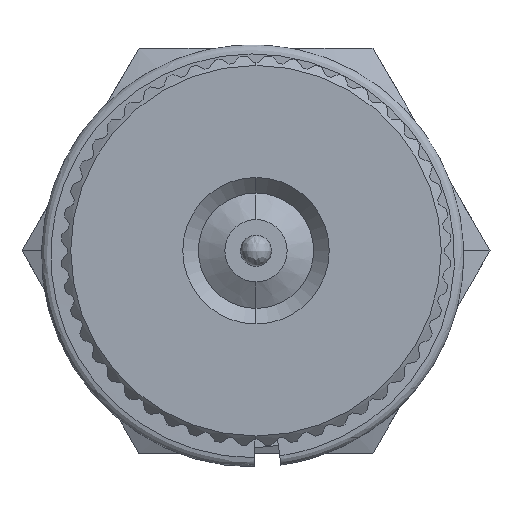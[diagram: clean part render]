
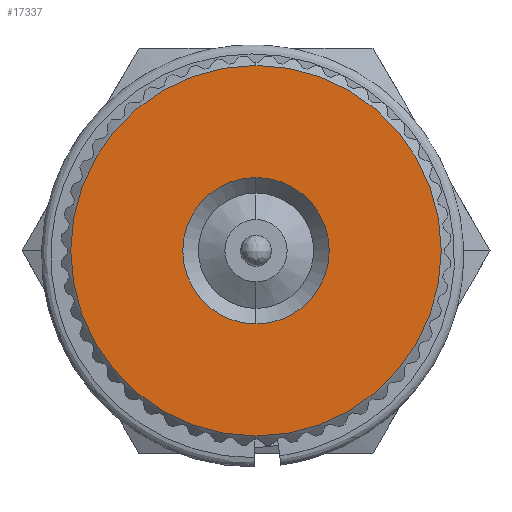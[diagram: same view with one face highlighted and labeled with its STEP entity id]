
A CAD part, left-side view. The second image highlights one B-rep face of the part: STEP entity #17337.
In plain terms, the highlighted planar face has unit normal (-1, 0, 0).
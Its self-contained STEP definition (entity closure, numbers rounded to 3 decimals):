
#6 = VERTEX_POINT ( 'NONE', #7974 ) ;
#199 = FACE_OUTER_BOUND ( 'NONE', #4830, .T. ) ;
#398 = CARTESIAN_POINT ( 'NONE',  ( 0., 0., 0. ) ) ;
#485 = DIRECTION ( 'NONE',  ( 0., 0., -1. ) ) ;
#1290 = ORIENTED_EDGE ( 'NONE', *, *, #6244, .F. ) ;
#1472 = AXIS2_PLACEMENT_3D ( 'NONE', #14475, #12174, #6366 ) ;
#1592 = CARTESIAN_POINT ( 'NONE',  ( 0., 0., 0. ) ) ;
#2310 = EDGE_CURVE ( 'NONE', #6, #11760, #15941, .T. ) ;
#2414 = CIRCLE ( 'NONE', #12336, 5.943 ) ;
#2911 = CARTESIAN_POINT ( 'NONE',  ( 0., 0., -5.943 ) ) ;
#3252 = DIRECTION ( 'NONE',  ( 1., 0., 0. ) ) ;
#3918 = VERTEX_POINT ( 'NONE', #6919 ) ;
#4347 = AXIS2_PLACEMENT_3D ( 'NONE', #12981, #7347, #7404 ) ;
#4830 = EDGE_LOOP ( 'NONE', ( #6688, #1290 ) ) ;
#5148 = CARTESIAN_POINT ( 'NONE',  ( 0., 0., 2.35 ) ) ;
#5687 = EDGE_CURVE ( 'NONE', #9655, #3918, #14524, .T. ) ;
#5770 = FACE_BOUND ( 'NONE', #8587, .T. ) ;
#6244 = EDGE_CURVE ( 'NONE', #3918, #9655, #2414, .T. ) ;
#6366 = DIRECTION ( 'NONE',  ( 0., 0., -1. ) ) ;
#6688 = ORIENTED_EDGE ( 'NONE', *, *, #5687, .F. ) ;
#6769 = ORIENTED_EDGE ( 'NONE', *, *, #2310, .T. ) ;
#6919 = CARTESIAN_POINT ( 'NONE',  ( 0., 0., 5.943 ) ) ;
#7347 = DIRECTION ( 'NONE',  ( 1., 0., 0. ) ) ;
#7404 = DIRECTION ( 'NONE',  ( 0., 0., -1. ) ) ;
#7974 = CARTESIAN_POINT ( 'NONE',  ( 0., 0., -2.35 ) ) ;
#8262 = DIRECTION ( 'NONE',  ( 0., 0., -1. ) ) ;
#8587 = EDGE_LOOP ( 'NONE', ( #12356, #6769 ) ) ;
#9586 = DIRECTION ( 'NONE',  ( 1., 0., 0. ) ) ;
#9655 = VERTEX_POINT ( 'NONE', #2911 ) ;
#11721 = AXIS2_PLACEMENT_3D ( 'NONE', #14678, #13445, #485 ) ;
#11760 = VERTEX_POINT ( 'NONE', #5148 ) ;
#12174 = DIRECTION ( 'NONE',  ( 1., 0., 0. ) ) ;
#12195 = EDGE_CURVE ( 'NONE', #11760, #6, #16786, .T. ) ;
#12336 = AXIS2_PLACEMENT_3D ( 'NONE', #1592, #3252, #14720 ) ;
#12356 = ORIENTED_EDGE ( 'NONE', *, *, #12195, .T. ) ;
#12474 = AXIS2_PLACEMENT_3D ( 'NONE', #398, #9586, #8262 ) ;
#12981 = CARTESIAN_POINT ( 'NONE',  ( 0., 0., 0. ) ) ;
#13068 = PLANE ( 'NONE',  #1472 ) ;
#13445 = DIRECTION ( 'NONE',  ( 1., 0., 0. ) ) ;
#14475 = CARTESIAN_POINT ( 'NONE',  ( 0., 0., 0. ) ) ;
#14524 = CIRCLE ( 'NONE', #11721, 5.943 ) ;
#14678 = CARTESIAN_POINT ( 'NONE',  ( 0., 0., 0. ) ) ;
#14720 = DIRECTION ( 'NONE',  ( 0., 0., -1. ) ) ;
#15941 = CIRCLE ( 'NONE', #4347, 2.35 ) ;
#16786 = CIRCLE ( 'NONE', #12474, 2.35 ) ;
#17337 = ADVANCED_FACE ( 'NONE', ( #5770, #199 ), #13068, .F. ) ;
